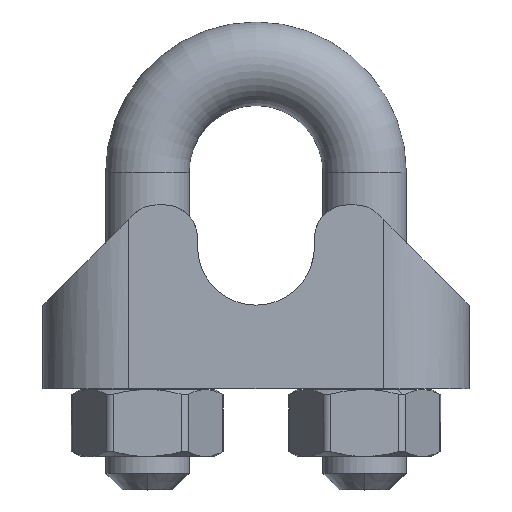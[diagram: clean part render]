
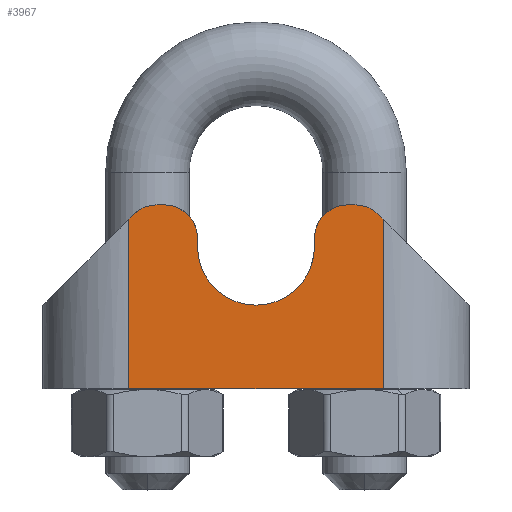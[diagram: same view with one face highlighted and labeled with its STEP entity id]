
A CAD part, top view. The second image highlights one B-rep face of the part: STEP entity #3967.
In plain terms, the highlighted planar face has unit normal (0, 0, 1).
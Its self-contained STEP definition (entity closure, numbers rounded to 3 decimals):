
#69 = CIRCLE ( 'NONE', #7773, 3.5 ) ;
#194 = VECTOR ( 'NONE', #16566, 1000. ) ;
#290 = CARTESIAN_POINT ( 'NONE',  ( -3.5, 8.5, 5.15 ) ) ;
#924 = VECTOR ( 'NONE', #2290, 1000. ) ;
#980 = CARTESIAN_POINT ( 'NONE',  ( -7.6, 11., 5.15 ) ) ;
#996 = CARTESIAN_POINT ( 'NONE',  ( -7.6, 10.15, 5.15 ) ) ;
#1164 = EDGE_CURVE ( 'NONE', #2710, #13192, #9390, .T. ) ;
#1223 = VERTEX_POINT ( 'NONE', #996 ) ;
#1480 = CIRCLE ( 'NONE', #4491, 2. ) ;
#1733 = LINE ( 'NONE', #1930, #11491 ) ;
#1757 = AXIS2_PLACEMENT_3D ( 'NONE', #11784, #4173, #14400 ) ;
#1808 = ORIENTED_EDGE ( 'NONE', *, *, #12719, .T. ) ;
#1930 = CARTESIAN_POINT ( 'NONE',  ( -7.6, 0., 5.15 ) ) ;
#2233 = EDGE_LOOP ( 'NONE', ( #11436, #15093, #12072, #6053, #12575, #8205, #8844, #9017, #4471, #7118, #1808, #10428, #6079, #5601 ) ) ;
#2290 = DIRECTION ( 'NONE',  ( 1., 0., 0. ) ) ;
#2371 = CARTESIAN_POINT ( 'NONE',  ( -12.75, 5., 5.15 ) ) ;
#2428 = DIRECTION ( 'NONE',  ( 1., 0., 0. ) ) ;
#2437 = VERTEX_POINT ( 'NONE', #2923 ) ;
#2576 = CARTESIAN_POINT ( 'NONE',  ( 5.922, 9., 5.15 ) ) ;
#2710 = VERTEX_POINT ( 'NONE', #10378 ) ;
#2923 = CARTESIAN_POINT ( 'NONE',  ( -3.5, 9., 5.15 ) ) ;
#3274 = LINE ( 'NONE', #10076, #8062 ) ;
#3346 = DIRECTION ( 'NONE',  ( 0., 0., 1. ) ) ;
#3498 = CARTESIAN_POINT ( 'NONE',  ( 3.5, 8.5, 5.15 ) ) ;
#3551 = VERTEX_POINT ( 'NONE', #11426 ) ;
#3828 = CARTESIAN_POINT ( 'NONE',  ( 3.5, 9., 5.15 ) ) ;
#3848 = PLANE ( 'NONE',  #16354 ) ;
#3956 = EDGE_CURVE ( 'NONE', #13111, #14754, #13741, .T. ) ;
#3967 = ADVANCED_FACE ( 'NONE', ( #10723 ), #3848, .F. ) ;
#4173 = DIRECTION ( 'NONE',  ( 0., 0., 1. ) ) ;
#4290 = DIRECTION ( 'NONE',  ( 0., 0., 1. ) ) ;
#4406 = LINE ( 'NONE', #12615, #13598 ) ;
#4423 = EDGE_CURVE ( 'NONE', #16598, #16183, #1733, .T. ) ;
#4471 = ORIENTED_EDGE ( 'NONE', *, *, #3956, .F. ) ;
#4491 = AXIS2_PLACEMENT_3D ( 'NONE', #11772, #6685, #14228 ) ;
#4551 = DIRECTION ( 'NONE',  ( 1., 0., 0. ) ) ;
#4561 = DIRECTION ( 'NONE',  ( -1., 0., 0. ) ) ;
#5004 = LINE ( 'NONE', #13194, #11369 ) ;
#5121 = DIRECTION ( 'NONE',  ( 0., 0., -1. ) ) ;
#5171 = DIRECTION ( 'NONE',  ( -1., 0., 0. ) ) ;
#5276 = EDGE_CURVE ( 'NONE', #10984, #5825, #69, .T. ) ;
#5429 = VERTEX_POINT ( 'NONE', #3828 ) ;
#5601 = ORIENTED_EDGE ( 'NONE', *, *, #13779, .F. ) ;
#5825 = VERTEX_POINT ( 'NONE', #3498 ) ;
#5837 = LINE ( 'NONE', #15275, #194 ) ;
#6053 = ORIENTED_EDGE ( 'NONE', *, *, #6727, .T. ) ;
#6079 = ORIENTED_EDGE ( 'NONE', *, *, #4423, .T. ) ;
#6108 = CARTESIAN_POINT ( 'NONE',  ( 7.6, 10.15, 5.15 ) ) ;
#6216 = LINE ( 'NONE', #290, #16199 ) ;
#6475 = DIRECTION ( 'NONE',  ( 0., 1., 0. ) ) ;
#6497 = EDGE_CURVE ( 'NONE', #13111, #3551, #1480, .T. ) ;
#6548 = DIRECTION ( 'NONE',  ( -1., 0., 0. ) ) ;
#6587 = DIRECTION ( 'NONE',  ( 0., -1., 0. ) ) ;
#6685 = DIRECTION ( 'NONE',  ( 0., 0., 1. ) ) ;
#6727 = EDGE_CURVE ( 'NONE', #11367, #5429, #8411, .T. ) ;
#6836 = EDGE_CURVE ( 'NONE', #1223, #16598, #5004, .T. ) ;
#7118 = ORIENTED_EDGE ( 'NONE', *, *, #6497, .T. ) ;
#7320 = EDGE_CURVE ( 'NONE', #2437, #10984, #6216, .T. ) ;
#7408 = CARTESIAN_POINT ( 'NONE',  ( 5.5, 11., 5.15 ) ) ;
#7666 = CARTESIAN_POINT ( 'NONE',  ( 7.6, 0., 5.15 ) ) ;
#7773 = AXIS2_PLACEMENT_3D ( 'NONE', #13164, #4290, #9246 ) ;
#8062 = VECTOR ( 'NONE', #2428, 1000. ) ;
#8093 = EDGE_CURVE ( 'NONE', #5825, #5429, #4406, .T. ) ;
#8205 = ORIENTED_EDGE ( 'NONE', *, *, #5276, .F. ) ;
#8411 = CIRCLE ( 'NONE', #10065, 2. ) ;
#8610 = CARTESIAN_POINT ( 'NONE',  ( 12.75, 5., 5.15 ) ) ;
#8844 = ORIENTED_EDGE ( 'NONE', *, *, #7320, .F. ) ;
#9017 = ORIENTED_EDGE ( 'NONE', *, *, #13295, .T. ) ;
#9055 = CIRCLE ( 'NONE', #10943, 2. ) ;
#9246 = DIRECTION ( 'NONE',  ( 1., 0., 0. ) ) ;
#9390 = LINE ( 'NONE', #8610, #14817 ) ;
#9486 = CARTESIAN_POINT ( 'NONE',  ( 5.922, 11., 5.15 ) ) ;
#10065 = AXIS2_PLACEMENT_3D ( 'NONE', #10898, #3346, #4561 ) ;
#10076 = CARTESIAN_POINT ( 'NONE',  ( -7.6, 11., 5.15 ) ) ;
#10146 = CARTESIAN_POINT ( 'NONE',  ( -7.6, 11., 5.15 ) ) ;
#10378 = CARTESIAN_POINT ( 'NONE',  ( 7.336, 10.414, 5.15 ) ) ;
#10428 = ORIENTED_EDGE ( 'NONE', *, *, #6836, .T. ) ;
#10538 = CARTESIAN_POINT ( 'NONE',  ( -7.6, 0., 5.15 ) ) ;
#10609 = DIRECTION ( 'NONE',  ( 0., -1., 0. ) ) ;
#10723 = FACE_OUTER_BOUND ( 'NONE', #2233, .T. ) ;
#10898 = CARTESIAN_POINT ( 'NONE',  ( 5.5, 9., 5.15 ) ) ;
#10943 = AXIS2_PLACEMENT_3D ( 'NONE', #2576, #13829, #6548 ) ;
#10984 = VERTEX_POINT ( 'NONE', #12165 ) ;
#11314 = EDGE_CURVE ( 'NONE', #2710, #12140, #9055, .T. ) ;
#11367 = VERTEX_POINT ( 'NONE', #7408 ) ;
#11369 = VECTOR ( 'NONE', #10609, 1000. ) ;
#11408 = LINE ( 'NONE', #2371, #16241 ) ;
#11426 = CARTESIAN_POINT ( 'NONE',  ( -7.336, 10.414, 5.15 ) ) ;
#11436 = ORIENTED_EDGE ( 'NONE', *, *, #1164, .F. ) ;
#11491 = VECTOR ( 'NONE', #4551, 1000. ) ;
#11772 = CARTESIAN_POINT ( 'NONE',  ( -5.922, 9., 5.15 ) ) ;
#11784 = CARTESIAN_POINT ( 'NONE',  ( -5.5, 9., 5.15 ) ) ;
#11799 = CIRCLE ( 'NONE', #1757, 2. ) ;
#12072 = ORIENTED_EDGE ( 'NONE', *, *, #12698, .F. ) ;
#12140 = VERTEX_POINT ( 'NONE', #9486 ) ;
#12165 = CARTESIAN_POINT ( 'NONE',  ( -3.5, 8.5, 5.15 ) ) ;
#12568 = DIRECTION ( 'NONE',  ( -0.707, -0.707, 0. ) ) ;
#12575 = ORIENTED_EDGE ( 'NONE', *, *, #8093, .F. ) ;
#12615 = CARTESIAN_POINT ( 'NONE',  ( 3.5, 11., 5.15 ) ) ;
#12698 = EDGE_CURVE ( 'NONE', #11367, #12140, #3274, .T. ) ;
#12719 = EDGE_CURVE ( 'NONE', #3551, #1223, #11408, .T. ) ;
#13111 = VERTEX_POINT ( 'NONE', #13887 ) ;
#13164 = CARTESIAN_POINT ( 'NONE',  ( 0., 8.5, 5.15 ) ) ;
#13192 = VERTEX_POINT ( 'NONE', #6108 ) ;
#13194 = CARTESIAN_POINT ( 'NONE',  ( -7.6, 11., 5.15 ) ) ;
#13295 = EDGE_CURVE ( 'NONE', #2437, #14754, #11799, .T. ) ;
#13598 = VECTOR ( 'NONE', #6475, 1000. ) ;
#13741 = LINE ( 'NONE', #980, #924 ) ;
#13765 = DIRECTION ( 'NONE',  ( 0.707, -0.707, 0. ) ) ;
#13779 = EDGE_CURVE ( 'NONE', #13192, #16183, #5837, .T. ) ;
#13829 = DIRECTION ( 'NONE',  ( 0., 0., 1. ) ) ;
#13887 = CARTESIAN_POINT ( 'NONE',  ( -5.922, 11., 5.15 ) ) ;
#13960 = CARTESIAN_POINT ( 'NONE',  ( -5.5, 11., 5.15 ) ) ;
#14228 = DIRECTION ( 'NONE',  ( -1., 0., 0. ) ) ;
#14400 = DIRECTION ( 'NONE',  ( -1., 0., 0. ) ) ;
#14754 = VERTEX_POINT ( 'NONE', #13960 ) ;
#14817 = VECTOR ( 'NONE', #13765, 1000. ) ;
#15093 = ORIENTED_EDGE ( 'NONE', *, *, #11314, .T. ) ;
#15275 = CARTESIAN_POINT ( 'NONE',  ( 7.6, 11., 5.15 ) ) ;
#16183 = VERTEX_POINT ( 'NONE', #7666 ) ;
#16199 = VECTOR ( 'NONE', #6587, 1000. ) ;
#16241 = VECTOR ( 'NONE', #12568, 1000. ) ;
#16354 = AXIS2_PLACEMENT_3D ( 'NONE', #10146, #5121, #5171 ) ;
#16566 = DIRECTION ( 'NONE',  ( 0., -1., 0. ) ) ;
#16598 = VERTEX_POINT ( 'NONE', #10538 ) ;
